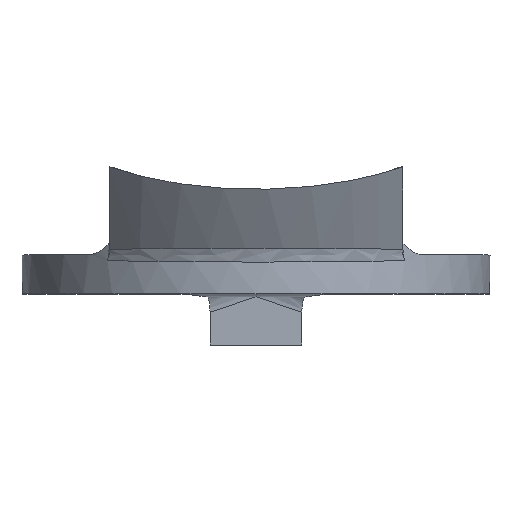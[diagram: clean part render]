
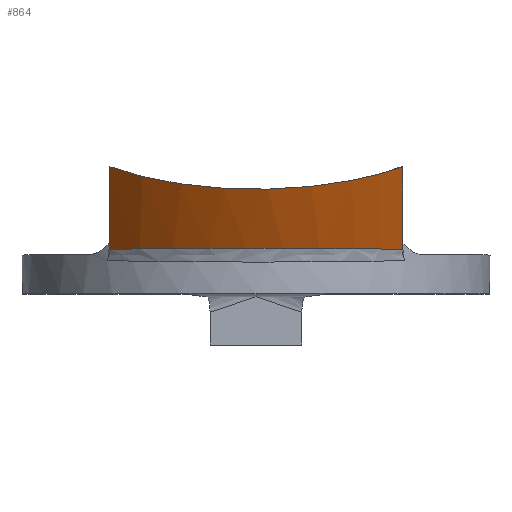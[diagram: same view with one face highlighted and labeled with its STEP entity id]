
A CAD part, top view. The second image highlights one B-rep face of the part: STEP entity #864.
In plain terms, the highlighted free-form (B-spline) face has degree [3, 1] with [4, 2] control points.
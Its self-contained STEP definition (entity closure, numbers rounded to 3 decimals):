
#8 = FACE_OUTER_BOUND ( 'NONE', #1266, .T. ) ;
#24 = CARTESIAN_POINT ( 'NONE',  ( -4.839, 17.321, 86.341 ) ) ;
#35 = EDGE_CURVE ( 'NONE', #198, #409, #931, .T. ) ;
#52 = CARTESIAN_POINT ( 'NONE',  ( -48.524, 17.029, 70.97 ) ) ;
#67 = CARTESIAN_POINT ( 'NONE',  ( -53.348, 7.891, 62.069 ) ) ;
#96 = CARTESIAN_POINT ( 'NONE',  ( 53.348, 46.862, 84.569 ) ) ;
#157 = CARTESIAN_POINT ( 'NONE',  ( 53.348, 16.95, 67.299 ) ) ;
#163 =( BOUNDED_CURVE ( )  B_SPLINE_CURVE ( 3, ( #873, #1751, #1683, #439 ),
 .UNSPECIFIED., .F., .T. ) 
 B_SPLINE_CURVE_WITH_KNOTS ( ( 4, 4 ),
 ( 4.034, 5.391 ),
 .UNSPECIFIED. ) 
 CURVE ( )  GEOMETRIC_REPRESENTATION_ITEM ( )  RATIONAL_B_SPLINE_CURVE ( ( 1., 0.852, 0.852, 1. ) ) 
 REPRESENTATION_ITEM ( '' )  );
#198 = VERTEX_POINT ( 'NONE', #1087 ) ;
#296 = DIRECTION ( 'NONE',  ( 0., 0.866, 0.5 ) ) ;
#297 = CARTESIAN_POINT ( 'NONE',  ( 32.899, 17.204, 79.795 ) ) ;
#309 = CARTESIAN_POINT ( 'NONE',  ( 16.752, 17.292, 84.691 ) ) ;
#318 = CARTESIAN_POINT ( 'NONE',  ( 53.348, 16.77, 67.196 ) ) ;
#332 = CARTESIAN_POINT ( 'NONE',  ( -45.529, 17.071, 73.014 ) ) ;
#343 = CARTESIAN_POINT ( 'NONE',  ( -19.094, 17.283, 84.181 ) ) ;
#409 = VERTEX_POINT ( 'NONE', #1833 ) ;
#427 = VERTEX_POINT ( 'NONE', #1406 ) ;
#439 = CARTESIAN_POINT ( 'NONE',  ( 53.348, 46.862, 84.569 ) ) ;
#493 = DIRECTION ( 'NONE',  ( 0., 0.866, 0.5 ) ) ;
#560 = VERTEX_POINT ( 'NONE', #96 ) ;
#590 = CARTESIAN_POINT ( 'NONE',  ( 45.538, 17.071, 73.008 ) ) ;
#601 = CARTESIAN_POINT ( 'NONE',  ( 9.656, 17.313, 85.922 ) ) ;
#710 = EDGE_CURVE ( 'NONE', #427, #560, #1612, .T. ) ;
#714 = CARTESIAN_POINT ( 'NONE',  ( -20.863, 35.522, 104.211 ) ) ;
#724 = CARTESIAN_POINT ( 'NONE',  ( 20.863, 35.522, 104.211 ) ) ;
#726 = CARTESIAN_POINT ( 'NONE',  ( -16.739, 17.292, 84.693 ) ) ;
#746 = CARTESIAN_POINT ( 'NONE',  ( -53.348, 16.77, 67.196 ) ) ;
#767 = CARTESIAN_POINT ( 'NONE',  ( 27.231, 17.241, 81.823 ) ) ;
#858 = CARTESIAN_POINT ( 'NONE',  ( -53.348, 46.862, 84.569 ) ) ;
#859 = CARTESIAN_POINT ( 'NONE',  ( 53.348, 7.891, 62.069 ) ) ;
#864 = ADVANCED_FACE ( 'NONE', ( #8 ), #1207, .T. ) ;
#871 = CARTESIAN_POINT ( 'NONE',  ( 49.522, 17.014, 70.289 ) ) ;
#872 = ORIENTED_EDGE ( 'NONE', *, *, #710, .T. ) ;
#873 = CARTESIAN_POINT ( 'NONE',  ( -53.348, 46.862, 84.569 ) ) ;
#890 = ORIENTED_EDGE ( 'NONE', *, *, #1493, .T. ) ;
#897 = CARTESIAN_POINT ( 'NONE',  ( 53.348, 46.862, 84.569 ) ) ;
#910 = CARTESIAN_POINT ( 'NONE',  ( -23.772, 17.261, 82.922 ) ) ;
#919 = CARTESIAN_POINT ( 'NONE',  ( 4.865, 17.32, 86.339 ) ) ;
#931 = LINE ( 'NONE', #67, #1314 ) ;
#974 = VECTOR ( 'NONE', #296, 1000. ) ;
#1005 = ORIENTED_EDGE ( 'NONE', *, *, #1195, .F. ) ;
#1015 = CARTESIAN_POINT ( 'NONE',  ( -22.604, 17.267, 83.257 ) ) ;
#1027 = CARTESIAN_POINT ( 'NONE',  ( 43.5, 17.097, 74.275 ) ) ;
#1050 = CARTESIAN_POINT ( 'NONE',  ( -53.348, 16.95, 67.299 ) ) ;
#1087 = CARTESIAN_POINT ( 'NONE',  ( -53.348, 16.95, 67.299 ) ) ;
#1159 = CARTESIAN_POINT ( 'NONE',  ( 23.771, 17.261, 82.923 ) ) ;
#1169 = CARTESIAN_POINT ( 'NONE',  ( -43.487, 17.097, 74.283 ) ) ;
#1178 = CARTESIAN_POINT ( 'NONE',  ( -32.881, 17.204, 79.802 ) ) ;
#1188 = CARTESIAN_POINT ( 'NONE',  ( 20.863, 5.43, 86.837 ) ) ;
#1195 = EDGE_CURVE ( 'NONE', #409, #560, #163, .T. ) ;
#1207 =( BOUNDED_SURFACE ( )  B_SPLINE_SURFACE ( 3, 1, ( 
 ( #746, #858 ),
 ( #1456, #714 ),
 ( #1188, #724 ),
 ( #318, #897 ) ),
 .UNSPECIFIED., .F., .F., .F. ) 
 B_SPLINE_SURFACE_WITH_KNOTS ( ( 4, 4 ),
 ( 2, 2 ),
 ( 0., 1. ),
 ( 0., 1. ),
 .UNSPECIFIED. ) 
 GEOMETRIC_REPRESENTATION_ITEM ( )  RATIONAL_B_SPLINE_SURFACE ( (
 ( 1., 1.),
 ( 0.852, 0.852),
 ( 0.852, 0.852),
 ( 1., 1.) ) ) 
 REPRESENTATION_ITEM ( '' )  SURFACE ( )  );
#1266 = EDGE_LOOP ( 'NONE', ( #1730, #890, #872, #1005 ) ) ;
#1314 = VECTOR ( 'NONE', #493, 1000. ) ;
#1326 = CARTESIAN_POINT ( 'NONE',  ( -37.229, 17.167, 77.813 ) ) ;
#1358 = CARTESIAN_POINT ( 'NONE',  ( 19.102, 17.283, 84.179 ) ) ;
#1406 = CARTESIAN_POINT ( 'NONE',  ( 53.348, 16.95, 67.299 ) ) ;
#1409 = B_SPLINE_CURVE_WITH_KNOTS ( 'NONE', 3,
 ( #1050, #1769, #1621, #1724, #52, #332, #1169, #1326, #1178, #1748, #1459, #910, #1015, #343, #726, #1470, #24, #919, #601, #309, #1358, #1582, #1159, #1490, #767, #297, #1613, #1027, #590, #871, #1449, #157 ),
 .UNSPECIFIED., .F., .F.,
 ( 4, 2, 2, 2, 2, 2, 2, 2, 2, 2, 2, 2, 2, 2, 2, 4 ),
 ( 0., 0.004, 0.007, 0.015, 0.029, 0.033, 0.036, 0.044, 0.058, 0.073, 0.08, 0.084, 0.087, 0.102, 0.109, 0.116 ),
 .UNSPECIFIED. ) ;
#1449 = CARTESIAN_POINT ( 'NONE',  ( 51.47, 16.983, 68.833 ) ) ;
#1456 = CARTESIAN_POINT ( 'NONE',  ( -20.863, 5.43, 86.837 ) ) ;
#1459 = CARTESIAN_POINT ( 'NONE',  ( -26.08, 17.248, 82.207 ) ) ;
#1470 = CARTESIAN_POINT ( 'NONE',  ( -9.633, 17.314, 85.925 ) ) ;
#1490 = CARTESIAN_POINT ( 'NONE',  ( 26.085, 17.248, 82.205 ) ) ;
#1493 = EDGE_CURVE ( 'NONE', #198, #427, #1409, .T. ) ;
#1582 = CARTESIAN_POINT ( 'NONE',  ( 22.605, 17.267, 83.257 ) ) ;
#1612 = LINE ( 'NONE', #859, #974 ) ;
#1613 = CARTESIAN_POINT ( 'NONE',  ( 37.248, 17.167, 77.804 ) ) ;
#1621 = CARTESIAN_POINT ( 'NONE',  ( -51.454, 16.983, 68.813 ) ) ;
#1683 = CARTESIAN_POINT ( 'NONE',  ( 20.863, 35.522, 104.211 ) ) ;
#1724 = CARTESIAN_POINT ( 'NONE',  ( -49.512, 17.014, 70.264 ) ) ;
#1730 = ORIENTED_EDGE ( 'NONE', *, *, #35, .F. ) ;
#1748 = CARTESIAN_POINT ( 'NONE',  ( -27.223, 17.241, 81.825 ) ) ;
#1751 = CARTESIAN_POINT ( 'NONE',  ( -20.863, 35.522, 104.211 ) ) ;
#1769 = CARTESIAN_POINT ( 'NONE',  ( -52.409, 16.967, 68.066 ) ) ;
#1833 = CARTESIAN_POINT ( 'NONE',  ( -53.348, 46.862, 84.569 ) ) ;
